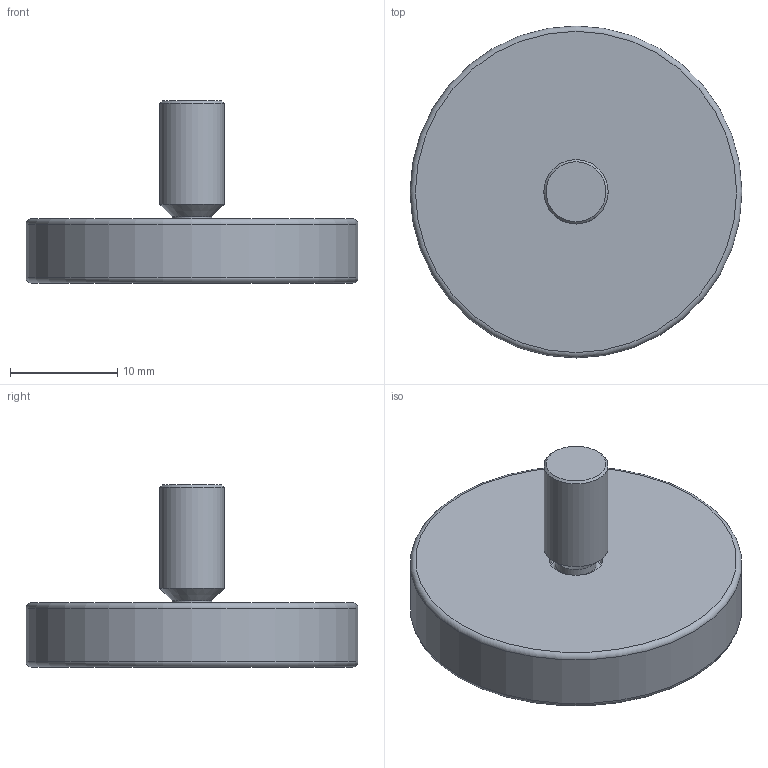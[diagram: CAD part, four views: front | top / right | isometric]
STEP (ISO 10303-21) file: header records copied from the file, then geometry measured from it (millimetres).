
FILE_DESCRIPTION(/* description */ ('','CAx-IF Rec.Pracs.---Representation and Presentation of Product Manufacturing Information (PMI)---4.0---2014-10-13'),/* implementation_level */ '2;1');
FILE_NAME(/* name */ 'GM17484.stp',/* time_stamp */ '2020-09-03T11:19:39+02:00',/* author */ ('tm'),/* organization */ (''),/* preprocessor_version */ 'ST-DEVELOPER v17.2',/* originating_system */ 'Autodesk Inventor 2019',/* authorisation */ '');
FILE_SCHEMA (('AP242_MANAGED_MODEL_BASED_3D_ENGINEERING_MIM_LF { 1 0 10303 442 1 1 4 }'));
Length unit declared in the file: millimetre
Products named in the file (3): GM17484; E0134877; E0134878
Assembly tree (2 placements, depth 2):
  GM17484
    E0134877
    E0134878
Bounding box: 31 x 31 x 17 mm (x, y, z)
Volume: 3534.1 mm3; surface area: 4481.3 mm2
Topology: 2 solids, 2 shells, 18 faces, 45 edges, 39 vertices
Faces by surface type: plane 7, cylinder 6, torus 3, cone 2
Full cylindrical faces by diameter (mm): 3.713 x1, 5 x1, 6 x1, 18 x1, 27 x1, 31 x1
Entity records: 678 total; most frequent: DIRECTION 118, CARTESIAN_POINT 97, ORIENTED_EDGE 70, AXIS2_PLACEMENT_3D 55, EDGE_CURVE 35, CIRCLE 32, VERTEX_POINT 24, EDGE_LOOP 21
